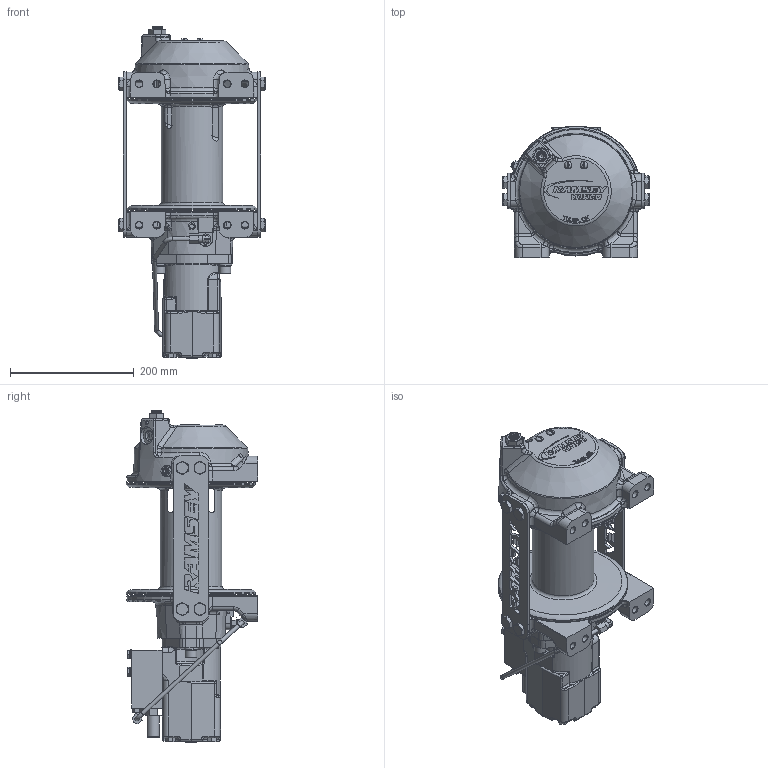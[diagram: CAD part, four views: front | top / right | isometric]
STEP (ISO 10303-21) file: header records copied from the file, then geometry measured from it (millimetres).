
FILE_DESCRIPTION(/* description */ ('STEP AP214'),/* implementation_level */ '2;1');
FILE_NAME(/* name */ '639-413_Ramsey_HD-P34,9Y-b.stp',/* time_stamp */ '2018-01-22T11:53:55+01:00',/* author */ ('lang1ph'),/* organization */ (''),/* preprocessor_version */ 'ST-DEVELOPER v17',/* originating_system */ 'Autodesk Inventor 2018',/* authorisation */ '');
FILE_SCHEMA (('AUTOMOTIVE_DESIGN { 1 0 10303 214 3 1 1 }'));
Length unit declared in the file: millimetre
Products named in the file (1): 639-413_Ramsey_HD-P34,9Y-b
Bounding box: 236.52 x 212.98 x 537.34 mm (x, y, z)
Surface area: 536912.9 mm2 (no closed solid volume)
Topology: 0 solids, 59 shells, 1400 faces, 4013 edges, 2586 vertices
Faces by surface type: plane 681, cylinder 289, bspline 186, cone 150, torus 75, sphere 19
Full cylindrical faces by diameter (mm): 1.27 x1, 5.105 x1, 6.35 x4, 7.938 x1, 8.236 x2, 9.093 x2, 9.525 x3, 11.112 x1, 11.113 x1, 11.532 x4, 11.989 x2, 12.7 x4, 14.551 x4, 15.875 x3, 16.51 x3, 19.05 x11, 19.812 x1, 22.225 x2, 28.575 x2, 100 x1, 210.058 x2
Entity records: 70212 total; most frequent: CARTESIAN_POINT 33521, ORIENTED_EDGE 7251, DIRECTION 7009, EDGE_CURVE 4000, VERTEX_POINT 2586, AXIS2_PLACEMENT_3D 2426, LINE 2157, VECTOR 2157
